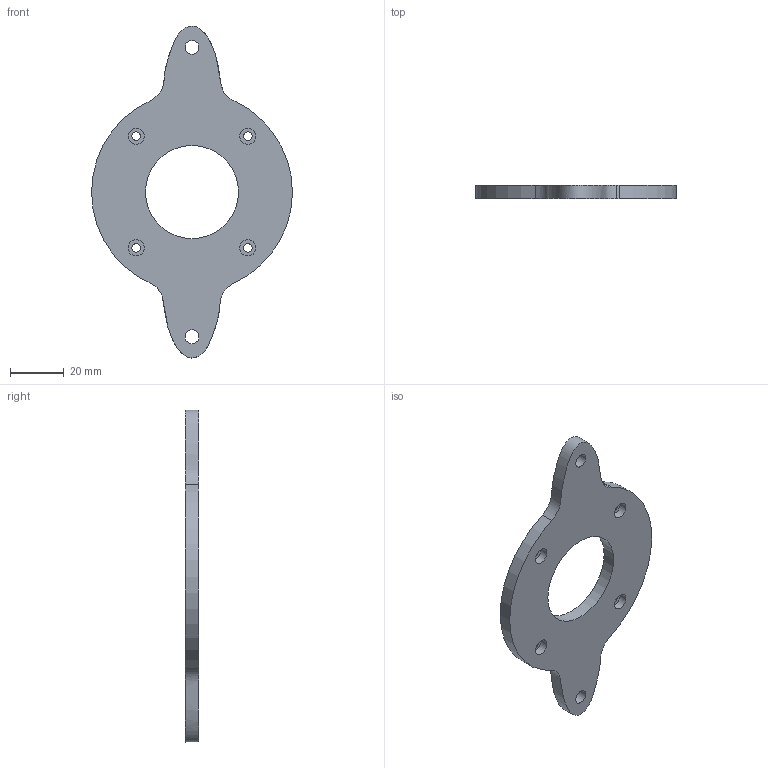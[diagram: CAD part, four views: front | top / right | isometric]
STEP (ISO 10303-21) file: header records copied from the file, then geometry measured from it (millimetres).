
FILE_DESCRIPTION(/* description */ (''),/* implementation_level */ '2;1');
FILE_NAME(/* name */ 'LIDAR A2 mount v4_.step',/* time_stamp */ '2025-12-12T12:51:11Z',/* author */ (''),/* organization */ (''),/* preprocessor_version */ 'ST-DEVELOPER v20.1',/* originating_system */ 'Autodesk Translation Framework v14.17.0.0',/* authorisation */ '');
FILE_SCHEMA (('AUTOMOTIVE_DESIGN { 1 0 10303 214 3 1 1 }'));
Length unit declared in the file: millimetre
Products named in the file (1): 8020 LIDAR A2 mount
Bounding box: 74.99 x 5 x 123.97 mm (x, y, z)
Volume: 20928.1 mm3; surface area: 11050.1 mm2
Topology: 1 solids, 1 shells, 22 faces, 48 edges, 32 vertices
Faces by surface type: cylinder 13, plane 6, bspline 3
Full cylindrical faces by diameter (mm): 3.2 x4, 5.2 x2, 6 x4, 34.744 x1
Entity records: 1144 total; most frequent: CARTESIAN_POINT 598, DIRECTION 108, ORIENTED_EDGE 96, EDGE_CURVE 48, AXIS2_PLACEMENT_3D 46, EDGE_LOOP 40, VERTEX_POINT 32, CIRCLE 26
